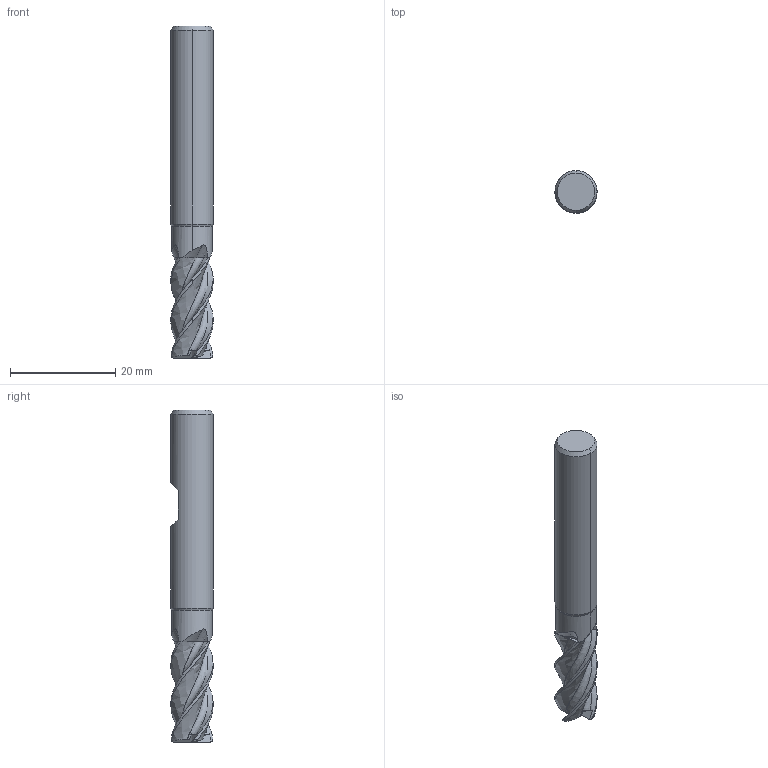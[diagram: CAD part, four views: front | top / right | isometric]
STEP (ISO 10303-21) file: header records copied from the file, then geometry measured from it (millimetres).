
FILE_DESCRIPTION(('no description'),'unknown implementation level');
FILE_NAME('EXPK1-M06-0124-8_0_5-Detail.stp',' ',('CIMSOURCE GmbH'),('CADClick - KiM GmbH - www.kimweb.de'),'unknown preprocess','ACIS','unknown authorization');
FILE_SCHEMA(('automotive_design'));
Length unit declared in the file: millimetre
Products named in the file (2): NOCUT; CUT
Bounding box: 8 x 8 x 63 mm (x, y, z)
Volume: 2633.3 mm3; surface area: 1783.5 mm2
Topology: 2 solids, 2 shells, 106 faces, 293 edges, 187 vertices
Faces by surface type: plane 36, bspline 32, cone 16, revolution 12, torus 6, cylinder 4
Entity records: 18336 total; most frequent: CARTESIAN_POINT 12766, STYLED_ITEM 584, PRESENTATION_STYLE_ASSIGNMENT 584, COLOUR_RGB 584, ORIENTED_EDGE 578, DIRECTION 325, EDGE_CURVE 289, CURVE_STYLE 289
